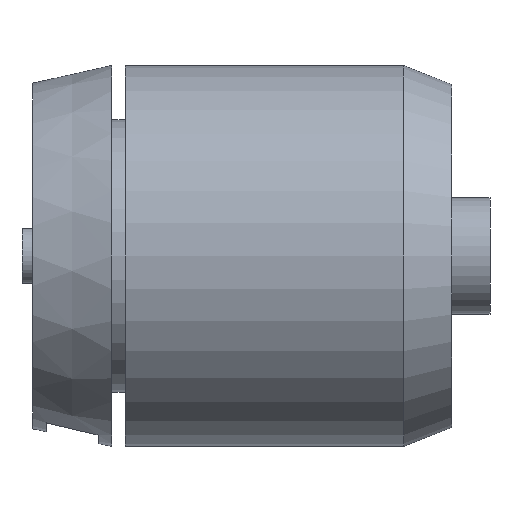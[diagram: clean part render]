
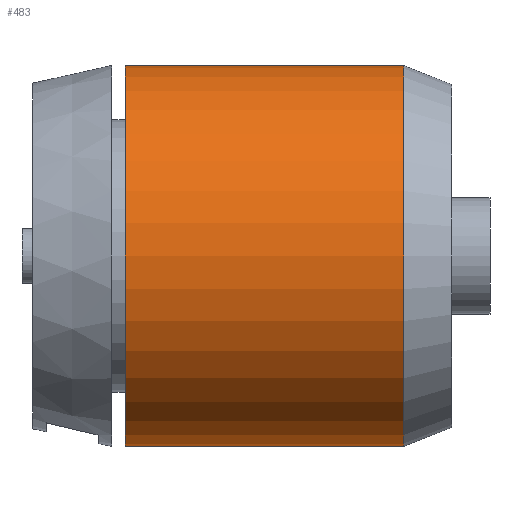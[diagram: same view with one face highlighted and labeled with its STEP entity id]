
A CAD part, front view. The second image highlights one B-rep face of the part: STEP entity #483.
In plain terms, the highlighted cylindrical face has radius 17.5 mm (diameter 35 mm), a full revolution.
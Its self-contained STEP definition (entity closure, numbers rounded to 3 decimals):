
#24=LINE('',#812,#49);
#49=VECTOR('',#647,17.5);
#73=CYLINDRICAL_SURFACE('',#547,17.5);
#107=FACE_OUTER_BOUND('',#146,.T.);
#146=EDGE_LOOP('',(#354,#355,#356,#357));
#194=CIRCLE('',#530,17.5);
#204=CIRCLE('',#545,17.5);
#229=VERTEX_POINT('',#777);
#239=VERTEX_POINT('',#806);
#270=EDGE_CURVE('',#229,#229,#194,.T.);
#284=EDGE_CURVE('',#239,#239,#204,.T.);
#287=EDGE_CURVE('',#229,#239,#24,.T.);
#354=ORIENTED_EDGE('',*,*,#270,.F.);
#355=ORIENTED_EDGE('',*,*,#287,.T.);
#356=ORIENTED_EDGE('',*,*,#284,.T.);
#357=ORIENTED_EDGE('',*,*,#287,.F.);
#483=ADVANCED_FACE('',(#107),#73,.T.);
#530=AXIS2_PLACEMENT_3D('',#778,#606,#607);
#545=AXIS2_PLACEMENT_3D('',#807,#640,#641);
#547=AXIS2_PLACEMENT_3D('',#811,#645,#646);
#606=DIRECTION('center_axis',(-1.,0.,0.));
#607=DIRECTION('ref_axis',(0.,0.,1.));
#640=DIRECTION('center_axis',(-1.,0.,0.));
#641=DIRECTION('ref_axis',(0.,0.,1.));
#645=DIRECTION('center_axis',(-1.,0.,0.));
#646=DIRECTION('ref_axis',(0.,0.,1.));
#647=DIRECTION('',(1.,0.,0.));
#777=CARTESIAN_POINT('',(3.5,0.,-17.5));
#778=CARTESIAN_POINT('Origin',(3.5,0.,0.));
#806=CARTESIAN_POINT('',(29.055,0.,-17.5));
#807=CARTESIAN_POINT('Origin',(29.055,0.,0.));
#811=CARTESIAN_POINT('Origin',(-287.398,0.,0.));
#812=CARTESIAN_POINT('',(-287.398,0.,-17.5));
